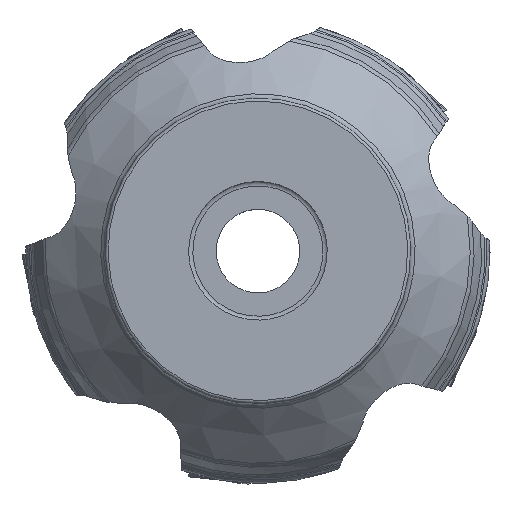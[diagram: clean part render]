
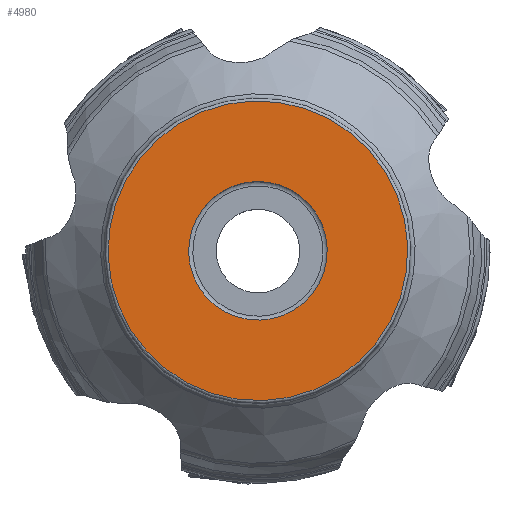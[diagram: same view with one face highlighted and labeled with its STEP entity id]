
A CAD part, top view. The second image highlights one B-rep face of the part: STEP entity #4980.
In plain terms, the highlighted planar face has unit normal (0, 0, 1).
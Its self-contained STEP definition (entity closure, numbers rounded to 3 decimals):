
#1694=FACE_BOUND('',#9815,.T.);
#1695=FACE_BOUND('',#9816,.T.);
#4980=ADVANCED_FACE('CU_BACK_F001',(#1694,#1695),#5468,.F.);
#5468=PLANE('',#39514);
#9815=EDGE_LOOP('',(#23314));
#9816=EDGE_LOOP('',(#23315));
#11687=CIRCLE('',#36541,9.53);
#12981=CIRCLE('',#39512,20.6);
#23314=ORIENTED_EDGE('',*,*,#28255,.F.);
#23315=ORIENTED_EDGE('',*,*,#32156,.T.);
#24575=VERTEX_POINT('',#56449);
#26865=VERTEX_POINT('',#80026);
#28255=EDGE_CURVE('',#24575,#24575,#11687,.T.);
#32156=EDGE_CURVE('',#26865,#26865,#12981,.T.);
#36541=AXIS2_PLACEMENT_3D('',#56448,#41733,#41734);
#39512=AXIS2_PLACEMENT_3D('',#80025,#48908,#48909);
#39514=AXIS2_PLACEMENT_3D('',#80028,#48912,#48913);
#41733=DIRECTION('',(0.,0.,1.));
#41734=DIRECTION('',(0.978,0.208,0.));
#48908=DIRECTION('',(0.,0.,1.));
#48909=DIRECTION('',(0.978,0.208,0.));
#48912=DIRECTION('',(0.,0.,-1.));
#48913=DIRECTION('',(-0.978,-0.208,0.));
#56448=CARTESIAN_POINT('',(0.,0.,
0.));
#56449=CARTESIAN_POINT('',(9.322,1.981,0.));
#80025=CARTESIAN_POINT('',(0.,0.,
0.));
#80026=CARTESIAN_POINT('',(20.15,4.283,0.));
#80028=CARTESIAN_POINT('',(-20.5,0.,0.));
